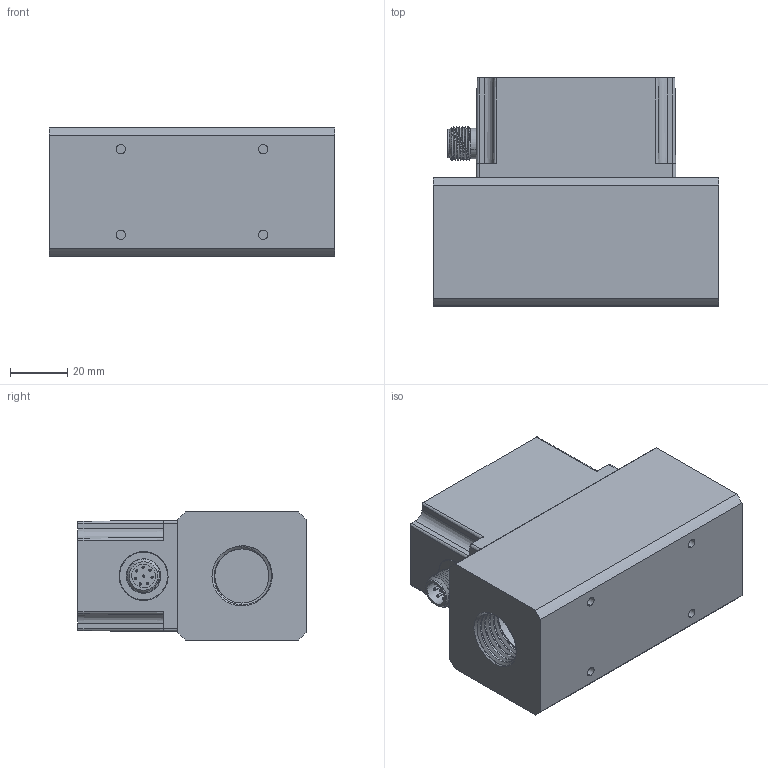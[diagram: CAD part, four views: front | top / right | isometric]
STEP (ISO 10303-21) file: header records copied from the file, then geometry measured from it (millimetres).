
FILE_DESCRIPTION (( 'STEP AP203' ), '1' );
FILE_NAME ('FTS400-DN15-G12K_asm.STEP', '2021-06-17T01:01:58', ( '' ), ( '' ), 'SwSTEP 2.0', 'SolidWorks 2018', '' );
FILE_SCHEMA (( 'CONFIG_CONTROL_DESIGN' ));
Length unit declared in the file: millimetre
Products named in the file (8): FTS400-SG-20210616_ASM.stp; _________M2_5X6.stp; FTS400-SG.stp; FTS400-DN15-G12K-20210616.stp; FTS400-DN15-G12K_asm; fts400-dn15-g12k_asm.stp; FTS400-SG_________2021_ASM.stp; KYF12J8Z-O-T.stp
Assembly tree (10 placements, depth 5):
  FTS400-DN15-G12K_asm
    fts400-dn15-g12k_asm.stp
      FTS400-SG-20210616_ASM.stp
        FTS400-SG_________2021_ASM.stp
          _________M2_5X6.stp  x4
          FTS400-SG.stp
          KYF12J8Z-O-T.stp
      FTS400-DN15-G12K-20210616.stp
Bounding box: 100 x 80 x 45 mm (x, y, z)
Volume: 277427.1 mm3; surface area: 40599.7 mm2
Topology: 7 solids, 7 shells, 2458 faces, 6850 edges, 4542 vertices
Faces by surface type: plane 2095, cylinder 225, cone 94, bspline 28, sphere 16
Entity records: 88311 total; most frequent: CARTESIAN_POINT 27473, ORIENTED_EDGE 13028, DIRECTION 11303, EDGE_CURVE 6514, VECTOR 5903, LINE 5903, VERTEX_POINT 4330, AXIS2_PLACEMENT_3D 2700
